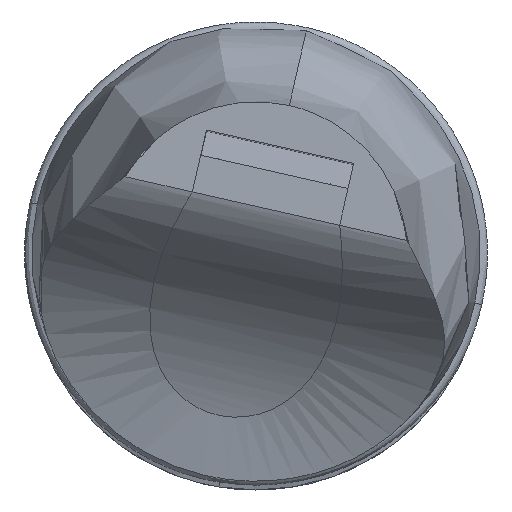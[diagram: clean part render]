
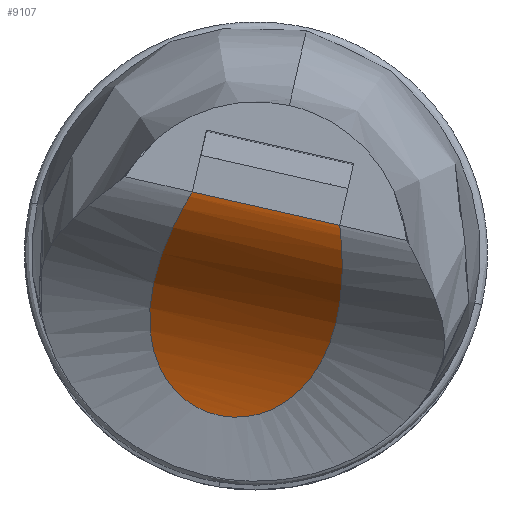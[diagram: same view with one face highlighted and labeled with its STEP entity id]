
A CAD part, top view. The second image highlights one B-rep face of the part: STEP entity #9107.
In plain terms, the highlighted free-form (B-spline) face has degree [2, 1] with [3, 2] control points.
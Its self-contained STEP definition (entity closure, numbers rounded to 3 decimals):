
#7578 = VERTEX_POINT('',#7579);
#7579 = CARTESIAN_POINT('',(4.968,1.635,
    91.226));
#7635 = VERTEX_POINT('',#7636);
#7636 = CARTESIAN_POINT('',(-3.78,3.615,
    91.226));
#7641 = EDGE_CURVE('',#7635,#7578,#7642,.T.);
#7642 = B_SPLINE_CURVE_WITH_KNOTS('',3,(#7643,#7644,#7645,#7646,#7647,
    #7648,#7649,#7650,#7651,#7652,#7653,#7654,#7655,#7656,#7657,#7658,
    #7659,#7660,#7661,#7662,#7663,#7664,#7665,#7666,#7667,#7668,#7669,
    #7670,#7671,#7672,#7673,#7674,#7675,#7676,#7677,#7678,#7679,#7680,
    #7681,#7682,#7683,#7684,#7685,#7686,#7687,#7688,#7689,#7690,#7691,
    #7692,#7693,#7694,#7695,#7696,#7697,#7698,#7699,#7700,#7701,#7702,
    #7703,#7704,#7705,#7706,#7707,#7708,#7709,#7710,#7711,#7712,#7713,
    #7714,#7715,#7716),.UNSPECIFIED.,.F.,.F.,(4,2,2,2,2,2,2,2,2,2,2,2,2,
    2,2,2,2,2,2,2,2,2,2,2,2,2,2,2,2,2,2,2,2,2,2,2,4),(0.
    ,0.004,0.005,0.007,
    0.011,0.012,0.014,
    0.018,0.018,0.019,
    0.02,0.021,0.023,
    0.024,0.025,0.025,
    0.026,0.027,0.028,
    0.029,0.03,0.031,
    0.032,0.032,0.033,
    0.034,0.035,0.037,
    0.039,0.04,0.042,
    0.046,0.047,0.049,
    0.053,0.054,0.056),
  .UNSPECIFIED.);
#7643 = CARTESIAN_POINT('',(-3.78,3.615,
    91.226));
#7644 = CARTESIAN_POINT('',(-3.792,3.595,
    90.164));
#7645 = CARTESIAN_POINT('',(-3.857,3.492,
    89.122));
#7646 = CARTESIAN_POINT('',(-4.021,3.218,
    87.584));
#7647 = CARTESIAN_POINT('',(-4.087,3.106,
    87.076));
#7648 = CARTESIAN_POINT('',(-4.24,2.841,
    86.069));
#7649 = CARTESIAN_POINT('',(-4.327,2.687,
    85.567));
#7650 = CARTESIAN_POINT('',(-4.611,2.167,
    84.097));
#7651 = CARTESIAN_POINT('',(-4.83,1.745,
    83.162));
#7652 = CARTESIAN_POINT('',(-5.173,0.994,
    81.823));
#7653 = CARTESIAN_POINT('',(-5.29,0.724,
    81.388));
#7654 = CARTESIAN_POINT('',(-5.521,0.141,
    80.538));
#7655 = CARTESIAN_POINT('',(-5.636,-0.173,
    80.123));
#7656 = CARTESIAN_POINT('',(-5.957,-1.166,
    78.934));
#7657 = CARTESIAN_POINT('',(-6.145,-1.9,
    78.205));
#7658 = CARTESIAN_POINT('',(-6.272,-2.928,
    77.376));
#7659 = CARTESIAN_POINT('',(-6.291,-3.139,
    77.214));
#7660 = CARTESIAN_POINT('',(-6.316,-3.567,
    76.903));
#7661 = CARTESIAN_POINT('',(-6.321,-3.785,
    76.753));
#7662 = CARTESIAN_POINT('',(-6.314,-4.227,
    76.465));
#7663 = CARTESIAN_POINT('',(-6.302,-4.451,
    76.327));
#7664 = CARTESIAN_POINT('',(-6.256,-4.907,
    76.062));
#7665 = CARTESIAN_POINT('',(-6.221,-5.14,
    75.935));
#7666 = CARTESIAN_POINT('',(-6.081,-5.838,
    75.574));
#7667 = CARTESIAN_POINT('',(-5.938,-6.301,
    75.365));
#7668 = CARTESIAN_POINT('',(-5.625,-6.982,
    75.093));
#7669 = CARTESIAN_POINT('',(-5.503,-7.207,
    75.01));
#7670 = CARTESIAN_POINT('',(-5.229,-7.635,
    74.861));
#7671 = CARTESIAN_POINT('',(-5.076,-7.841,
    74.796));
#7672 = CARTESIAN_POINT('',(-4.737,-8.231,
    74.679));
#7673 = CARTESIAN_POINT('',(-4.548,-8.417,
    74.628));
#7674 = CARTESIAN_POINT('',(-4.147,-8.754,
    74.543));
#7675 = CARTESIAN_POINT('',(-3.934,-8.906,
    74.509));
#7676 = CARTESIAN_POINT('',(-3.483,-9.176,
    74.454));
#7677 = CARTESIAN_POINT('',(-3.242,-9.295,
    74.434));
#7678 = CARTESIAN_POINT('',(-2.748,-9.49,
    74.408));
#7679 = CARTESIAN_POINT('',(-2.495,-9.567,
    74.402));
#7680 = CARTESIAN_POINT('',(-1.977,-9.679,
    74.403));
#7681 = CARTESIAN_POINT('',(-1.71,-9.715,
    74.411));
#7682 = CARTESIAN_POINT('',(-1.179,-9.743,
    74.44));
#7683 = CARTESIAN_POINT('',(-0.916,-9.736,
    74.461));
#7684 = CARTESIAN_POINT('',(-0.392,-9.681,
    74.518));
#7685 = CARTESIAN_POINT('',(-0.129,-9.632,
    74.554));
#7686 = CARTESIAN_POINT('',(0.379,-9.498,74.64
    ));
#7687 = CARTESIAN_POINT('',(0.624,-9.413,
    74.69));
#7688 = CARTESIAN_POINT('',(1.099,-9.209,
    74.807));
#7689 = CARTESIAN_POINT('',(1.33,-9.089,
    74.874));
#7690 = CARTESIAN_POINT('',(1.767,-8.823,
    75.022));
#7691 = CARTESIAN_POINT('',(1.973,-8.677,
    75.104));
#7692 = CARTESIAN_POINT('',(2.362,-8.365,
    75.283));
#7693 = CARTESIAN_POINT('',(2.546,-8.197,
    75.381));
#7694 = CARTESIAN_POINT('',(2.888,-7.847,
    75.591));
#7695 = CARTESIAN_POINT('',(3.046,-7.666,
    75.703));
#7696 = CARTESIAN_POINT('',(3.483,-7.109,
    76.058));
#7697 = CARTESIAN_POINT('',(3.727,-6.721,
    76.32));
#7698 = CARTESIAN_POINT('',(4.143,-5.929,
    76.9));
#7699 = CARTESIAN_POINT('',(4.309,-5.535,
    77.209));
#7700 = CARTESIAN_POINT('',(4.583,-4.76,
    77.866));
#7701 = CARTESIAN_POINT('',(4.691,-4.38,
    78.213));
#7702 = CARTESIAN_POINT('',(4.864,-3.637,
    78.945));
#7703 = CARTESIAN_POINT('',(4.929,-3.274,
    79.33));
#7704 = CARTESIAN_POINT('',(5.074,-2.243,
    80.518));
#7705 = CARTESIAN_POINT('',(5.109,-1.621,
    81.36));
#7706 = CARTESIAN_POINT('',(5.123,-0.793,
    82.7));
#7707 = CARTESIAN_POINT('',(5.12,-0.534,
    83.16));
#7708 = CARTESIAN_POINT('',(5.107,-0.054,
    84.105));
#7709 = CARTESIAN_POINT('',(5.097,0.164,
    84.585));
#7710 = CARTESIAN_POINT('',(5.061,0.752,
    86.044));
#7711 = CARTESIAN_POINT('',(5.032,1.058,
    87.045));
#7712 = CARTESIAN_POINT('',(4.998,1.381,
    88.59));
#7713 = CARTESIAN_POINT('',(4.988,1.466,
    89.114));
#7714 = CARTESIAN_POINT('',(4.974,1.587,
    90.167));
#7715 = CARTESIAN_POINT('',(4.97,1.623,
    90.696));
#7716 = CARTESIAN_POINT('',(4.968,1.635,
    91.226));
#8237 = EDGE_CURVE('',#7635,#7578,#8238,.T.);
#8238 = B_SPLINE_CURVE_WITH_KNOTS('',1,(#8239,#8240),.UNSPECIFIED.,.F.,
  .F.,(2,2),(15.,25.),.PIECEWISE_BEZIER_KNOTS.);
#8239 = CARTESIAN_POINT('',(-3.78,3.615,
    91.226));
#8240 = CARTESIAN_POINT('',(4.968,1.635,
    91.226));
#9107 = ADVANCED_FACE('',(#9108),#9112,.F.);
#9108 = FACE_BOUND('',#9109,.F.);
#9109 = EDGE_LOOP('',(#9110,#9111));
#9110 = ORIENTED_EDGE('',*,*,#7641,.F.);
#9111 = ORIENTED_EDGE('',*,*,#8237,.T.);
#9112 = ( BOUNDED_SURFACE() B_SPLINE_SURFACE(2,1,(
    (#9113,#9114)
    ,(#9115,#9116)
    ,(#9117,#9118
)),.UNSPECIFIED.,.F.,.F.,.F.) B_SPLINE_SURFACE_WITH_KNOTS((3,3),(2,2),(
    0.308,1.55),(13.817,26.182),
.PIECEWISE_BEZIER_KNOTS.) GEOMETRIC_REPRESENTATION_ITEM() 
RATIONAL_B_SPLINE_SURFACE((
    (1.,1.)
    ,(0.813,0.813)
,(1.,1.))) REPRESENTATION_ITEM('') SURFACE() );
#9113 = CARTESIAN_POINT('',(-7.591,-8.415,
    74.401));
#9114 = CARTESIAN_POINT('',(3.227,-10.863,
    74.401));
#9115 = CARTESIAN_POINT('',(-4.874,3.59,
    78.313));
#9116 = CARTESIAN_POINT('',(5.944,1.142,
    78.313));
#9117 = CARTESIAN_POINT('',(-4.815,3.849,
    91.226));
#9118 = CARTESIAN_POINT('',(6.003,1.4,
    91.226));
